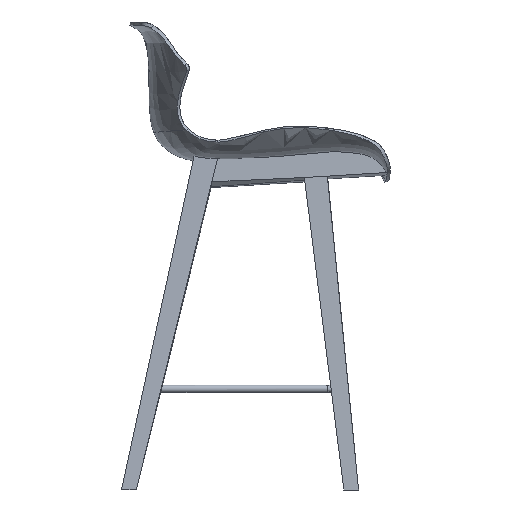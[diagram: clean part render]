
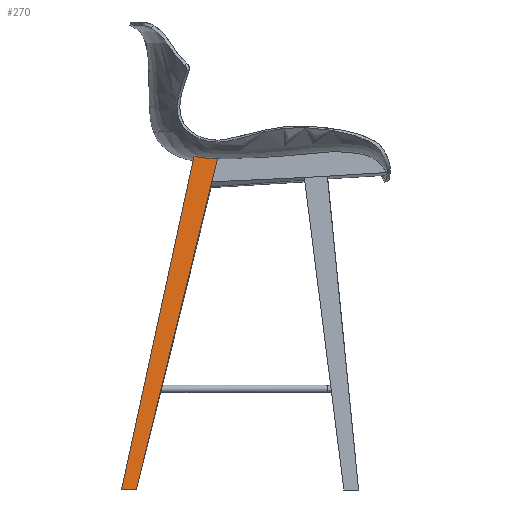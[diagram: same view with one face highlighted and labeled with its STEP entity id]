
A CAD part, left-side view. The second image highlights one B-rep face of the part: STEP entity #270.
In plain terms, the highlighted planar face has unit normal (-0.996, 0.008, 0.09).
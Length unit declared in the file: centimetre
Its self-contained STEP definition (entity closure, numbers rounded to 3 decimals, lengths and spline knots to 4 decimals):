
#270=ADVANCED_FACE('',(#400),#1953,.T.);
#400=FACE_OUTER_BOUND('',#530,.T.);
#530=EDGE_LOOP('',(#872,#873,#874,#875));
#872=ORIENTED_EDGE('',*,*,#1301,.F.);
#873=ORIENTED_EDGE('',*,*,#1304,.T.);
#874=ORIENTED_EDGE('',*,*,#1305,.F.);
#875=ORIENTED_EDGE('',*,*,#1296,.F.);
#1296=EDGE_CURVE('',#1787,#1788,#1570,.T.);
#1301=EDGE_CURVE('',#1792,#1787,#1575,.T.);
#1304=EDGE_CURVE('',#1792,#1793,#1578,.T.);
#1305=EDGE_CURVE('',#1788,#1793,#1579,.T.);
#1570=B_SPLINE_CURVE_WITH_KNOTS('',3,(#46355,#46356,#46357,#46358),
 .UNSPECIFIED.,.F.,.F.,(4,4),(17.7754,45.4503),
 .UNSPECIFIED.);
#1575=B_SPLINE_CURVE_WITH_KNOTS('',1,(#46383,#46384),.UNSPECIFIED.,.F.,
 .F.,(2,2),(-789.9137,-152.0589),.UNSPECIFIED.);
#1578=B_SPLINE_CURVE_WITH_KNOTS('',3,(#46393,#46394,#46395,#46396,#46397,
#46398,#46399,#46400,#46401,#46402,#46403,#46404,#46405,#46406,#46407,#46408,
#46409,#46410,#46411,#46412,#46413,#46414,#46415,#46416,#46417,#46418,#46419,
#46420,#46421,#46422,#46423,#46424,#46425,#46426,#46427,#46428,#46429,#46430,
#46431,#46432),.UNSPECIFIED.,.F.,.F.,(4,2,2,2,2,2,2,2,2,3,3,2,3,3,3,3,4),
(0.5613,3.1951,6.8194,8.6292,10.4375,
14.0547,17.6752,21.309,24.9696,28.6694,
32.394,34.2604,36.172,38.1306,40.1425,
44.2387,44.8509),.UNSPECIFIED.);
#1579=B_SPLINE_CURVE_WITH_KNOTS('',1,(#46433,#46434),.UNSPECIFIED.,.F.,
 .F.,(2,2),(-643.7683,-4.6114),.UNSPECIFIED.);
#1787=VERTEX_POINT('',#46275);
#1788=VERTEX_POINT('',#46276);
#1792=VERTEX_POINT('',#46280);
#1793=VERTEX_POINT('',#46281);
#1953=PLANE('',#2072);
#2072=AXIS2_PLACEMENT_3D('',#37602,#2173,$);
#2173=DIRECTION('',(-0.996,0.008,0.09));
#37602=CARTESIAN_POINT('',(-13.459,41.412,51.8179));
#46275=CARTESIAN_POINT('',(-19.8842,38.6402,-18.8726));
#46276=CARTESIAN_POINT('',(-19.8612,41.4076,-18.8726));
#46280=CARTESIAN_POINT('',(-14.4197,23.5142,42.852));
#46281=CARTESIAN_POINT('',(-14.3376,27.9048,43.3558));
#46355=CARTESIAN_POINT('',(-19.8842,38.6402,-18.8726));
#46356=CARTESIAN_POINT('',(-19.8765,39.5627,-18.8726));
#46357=CARTESIAN_POINT('',(-19.8688,40.4852,-18.8726));
#46358=CARTESIAN_POINT('',(-19.8612,41.4076,-18.8726));
#46383=CARTESIAN_POINT('',(-14.4197,23.5142,42.852));
#46384=CARTESIAN_POINT('',(-19.8842,38.6402,-18.8726));
#46393=CARTESIAN_POINT('',(-14.4197,23.5142,42.852));
#46394=CARTESIAN_POINT('',(-14.4185,23.6019,42.8565));
#46395=CARTESIAN_POINT('',(-14.4174,23.6896,42.8613));
#46396=CARTESIAN_POINT('',(-14.4146,23.8978,42.873));
#46397=CARTESIAN_POINT('',(-14.4129,24.0184,42.8802));
#46398=CARTESIAN_POINT('',(-14.4104,24.1992,42.8915));
#46399=CARTESIAN_POINT('',(-14.4096,24.2594,42.8953));
#46400=CARTESIAN_POINT('',(-14.4079,24.3797,42.9031));
#46401=CARTESIAN_POINT('',(-14.407,24.4398,42.9071));
#46402=CARTESIAN_POINT('',(-14.4044,24.6203,42.9193));
#46403=CARTESIAN_POINT('',(-14.4026,24.7405,42.9276));
#46404=CARTESIAN_POINT('',(-14.3991,24.9811,42.945));
#46405=CARTESIAN_POINT('',(-14.3973,25.1015,42.9539));
#46406=CARTESIAN_POINT('',(-14.3936,25.3425,42.9726));
#46407=CARTESIAN_POINT('',(-14.3917,25.4633,42.9823));
#46408=CARTESIAN_POINT('',(-14.3878,25.7055,43.0029));
#46409=CARTESIAN_POINT('',(-14.3858,25.827,43.0137));
#46410=CARTESIAN_POINT('',(-14.3817,26.0712,43.0371));
#46411=CARTESIAN_POINT('',(-14.3795,26.1939,43.0498));
#46412=CARTESIAN_POINT('',(-14.3772,26.3164,43.0636));
#46413=CARTESIAN_POINT('',(-14.375,26.4397,43.0775));
#46414=CARTESIAN_POINT('',(-14.3726,26.563,43.0925));
#46415=CARTESIAN_POINT('',(-14.3701,26.686,43.1089));
#46416=CARTESIAN_POINT('',(-14.3688,26.7477,43.1171));
#46417=CARTESIAN_POINT('',(-14.3675,26.8093,43.1255));
#46418=CARTESIAN_POINT('',(-14.3649,26.9339,43.1435));
#46419=CARTESIAN_POINT('',(-14.3635,26.9969,43.153));
#46420=CARTESIAN_POINT('',(-14.362,27.0598,43.1631));
#46421=CARTESIAN_POINT('',(-14.3606,27.1243,43.1735));
#46422=CARTESIAN_POINT('',(-14.359,27.1885,43.1845));
#46423=CARTESIAN_POINT('',(-14.3574,27.2527,43.1965));
#46424=CARTESIAN_POINT('',(-14.3558,27.3185,43.2087));
#46425=CARTESIAN_POINT('',(-14.354,27.3845,43.2219));
#46426=CARTESIAN_POINT('',(-14.3522,27.4499,43.2362));
#46427=CARTESIAN_POINT('',(-14.3484,27.5832,43.2653));
#46428=CARTESIAN_POINT('',(-14.3443,27.7154,43.2991));
#46429=CARTESIAN_POINT('',(-14.3397,27.8463,43.338));
#46430=CARTESIAN_POINT('',(-14.339,27.8658,43.3438));
#46431=CARTESIAN_POINT('',(-14.3383,27.8853,43.3497));
#46432=CARTESIAN_POINT('',(-14.3376,27.9048,43.3558));
#46433=CARTESIAN_POINT('',(-19.8612,41.4076,-18.8726));
#46434=CARTESIAN_POINT('',(-14.3376,27.9048,43.3558));
